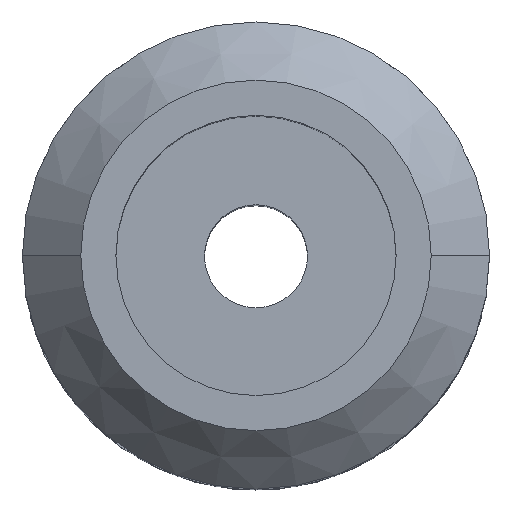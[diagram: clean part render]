
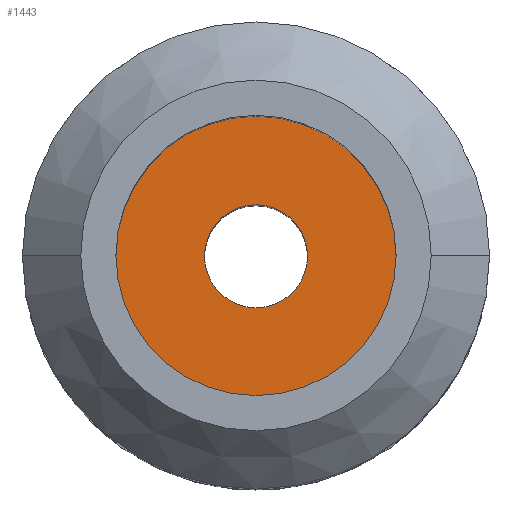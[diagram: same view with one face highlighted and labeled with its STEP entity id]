
A CAD part, top view. The second image highlights one B-rep face of the part: STEP entity #1443.
In plain terms, the highlighted planar face has unit normal (0, 0, 1).
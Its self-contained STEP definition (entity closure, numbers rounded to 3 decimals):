
#47 = CIRCLE ( 'NONE', #1602, 7. ) ;
#75 = DIRECTION ( 'NONE',  ( -1., 0., 0. ) ) ;
#82 = CIRCLE ( 'NONE', #841, 7. ) ;
#90 = EDGE_CURVE ( 'NONE', #1546, #174, #251, .T. ) ;
#94 = DIRECTION ( 'NONE',  ( -1., 0., 0. ) ) ;
#150 = DIRECTION ( 'NONE',  ( 0., 0., -1. ) ) ;
#164 = DIRECTION ( 'NONE',  ( -1., 0., 0. ) ) ;
#174 = VERTEX_POINT ( 'NONE', #851 ) ;
#175 = ORIENTED_EDGE ( 'NONE', *, *, #786, .T. ) ;
#207 = DIRECTION ( 'NONE',  ( 0., 0., -1. ) ) ;
#231 = CARTESIAN_POINT ( 'NONE',  ( 0., 19.05, 49.3 ) ) ;
#251 = CIRCLE ( 'NONE', #835, 19.05 ) ;
#322 = AXIS2_PLACEMENT_3D ( 'NONE', #231, #207, #75 ) ;
#395 = CARTESIAN_POINT ( 'NONE',  ( -7., 0., 49.3 ) ) ;
#459 = CARTESIAN_POINT ( 'NONE',  ( 0., 0., 49.3 ) ) ;
#487 = DIRECTION ( 'NONE',  ( 0., 0., -1. ) ) ;
#488 = EDGE_LOOP ( 'NONE', ( #946, #565 ) ) ;
#565 = ORIENTED_EDGE ( 'NONE', *, *, #1338, .F. ) ;
#786 = EDGE_CURVE ( 'NONE', #1340, #1480, #47, .T. ) ;
#791 = FACE_BOUND ( 'NONE', #1600, .T. ) ;
#835 = AXIS2_PLACEMENT_3D ( 'NONE', #459, #1623, #1249 ) ;
#841 = AXIS2_PLACEMENT_3D ( 'NONE', #995, #1137, #1634 ) ;
#851 = CARTESIAN_POINT ( 'NONE',  ( 19.05, 0., 49.3 ) ) ;
#870 = CARTESIAN_POINT ( 'NONE',  ( 0., 0., 49.3 ) ) ;
#946 = ORIENTED_EDGE ( 'NONE', *, *, #90, .F. ) ;
#989 = CARTESIAN_POINT ( 'NONE',  ( -19.05, 0., 49.3 ) ) ;
#995 = CARTESIAN_POINT ( 'NONE',  ( 0., 0., 49.3 ) ) ;
#1079 = CIRCLE ( 'NONE', #1231, 19.05 ) ;
#1125 = PLANE ( 'NONE',  #322 ) ;
#1137 = DIRECTION ( 'NONE',  ( 0., 0., -1. ) ) ;
#1231 = AXIS2_PLACEMENT_3D ( 'NONE', #1584, #150, #164 ) ;
#1248 = CARTESIAN_POINT ( 'NONE',  ( 7., 0., 49.3 ) ) ;
#1249 = DIRECTION ( 'NONE',  ( -1., 0., 0. ) ) ;
#1338 = EDGE_CURVE ( 'NONE', #174, #1546, #1079, .T. ) ;
#1340 = VERTEX_POINT ( 'NONE', #395 ) ;
#1443 = ADVANCED_FACE ( 'NONE', ( #791, #1624 ), #1125, .F. ) ;
#1480 = VERTEX_POINT ( 'NONE', #1248 ) ;
#1503 = EDGE_CURVE ( 'NONE', #1480, #1340, #82, .T. ) ;
#1510 = ORIENTED_EDGE ( 'NONE', *, *, #1503, .T. ) ;
#1546 = VERTEX_POINT ( 'NONE', #989 ) ;
#1584 = CARTESIAN_POINT ( 'NONE',  ( 0., 0., 49.3 ) ) ;
#1600 = EDGE_LOOP ( 'NONE', ( #175, #1510 ) ) ;
#1602 = AXIS2_PLACEMENT_3D ( 'NONE', #870, #487, #94 ) ;
#1623 = DIRECTION ( 'NONE',  ( 0., 0., -1. ) ) ;
#1624 = FACE_OUTER_BOUND ( 'NONE', #488, .T. ) ;
#1634 = DIRECTION ( 'NONE',  ( -1., 0., 0. ) ) ;
